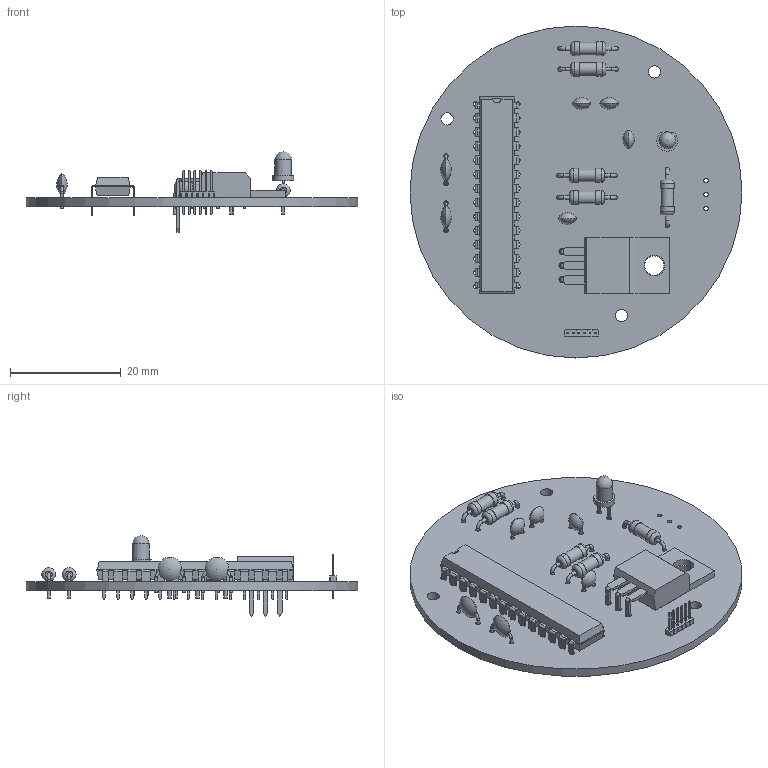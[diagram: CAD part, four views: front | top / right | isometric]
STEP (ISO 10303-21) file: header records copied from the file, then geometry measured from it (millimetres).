
FILE_DESCRIPTION(('KiCad electronic assembly'),'2;1');
FILE_NAME('pcb.step','2024-06-24T10:34:01',('Pcbnew'),('Kicad'), 'Open CASCADE STEP processor 7.8','KiCad to STEP converter','Unknown' );
FILE_SCHEMA(('AUTOMOTIVE_DESIGN { 1 0 10303 214 1 1 1 1 }'));
Length unit declared in the file: millimetre
Products named in the file (16): pcb 1; C_Disc_D4.3mm_W1.9mm_P5.00mm; C_Disc_D43mm_W19mm_P500mm; R_Axial_DIN0207_L6.3mm_D2.5mm_P10.16mm_Horizontal; R_Axial_DIN0207_L63mm_D25mm_P1016mm_Horizontal; C_Disc_D3.4mm_W2.1mm_P2.50mm; C_Disc_D34mm_W21mm_P250mm; PinHeader_1x06_P1.00mm_Vertical; PinHeader_1x06_P100mm_Vertical; LED_D3.0mm; TO-220-3_Horizontal_TabDown; DIP-28_W7.62mm; esquematico_PCB
Assembly tree (23 placements, depth 3):
  pcb 1
    C_Disc_D4.3mm_W1.9mm_P5.00mm  x2
      C_Disc_D43mm_W19mm_P500mm
    R_Axial_DIN0207_L6.3mm_D2.5mm_P10.16mm_Horizontal  x5
      R_Axial_DIN0207_L63mm_D25mm_P1016mm_Horizontal
    C_Disc_D3.4mm_W2.1mm_P2.50mm  x4
      C_Disc_D34mm_W21mm_P250mm
    PinHeader_1x06_P1.00mm_Vertical
      PinHeader_1x06_P100mm_Vertical
    LED_D3.0mm
      LED_D3.0mm
    TO-220-3_Horizontal_TabDown
      TO-220-3_Horizontal_TabDown
    DIP-28_W7.62mm
      DIP-28_W7.62mm
    esquematico_PCB
Bounding box: 60 x 60 x 14.63 mm (x, y, z)
Volume: 5943.4 mm3; surface area: 8577 mm2
Topology: 16 solids, 16 shells, 964 faces, 2477 edges, 1566 vertices
Faces by surface type: plane 672, cylinder 199, bspline 40, revolution 20, torus 20, sphere 13
Full cylindrical faces by diameter (mm): 0.5 x22, 0.6 x20, 0.8 x53, 0.9 x2, 1.1 x3, 2.2 x3, 2.25 x5, 2.5 x10, 3 x1, 3.5 x1, 3.735 x1, 60 x1
Entity records: 32684 total; most frequent: CARTESIAN_POINT 5749, ORIENTED_EDGE 4460, DIRECTION 4172, EDGE_CURVE 2230, LINE 1872, VECTOR 1872, VERTEX_POINT 1419, AXIS2_PLACEMENT_3D 1147
